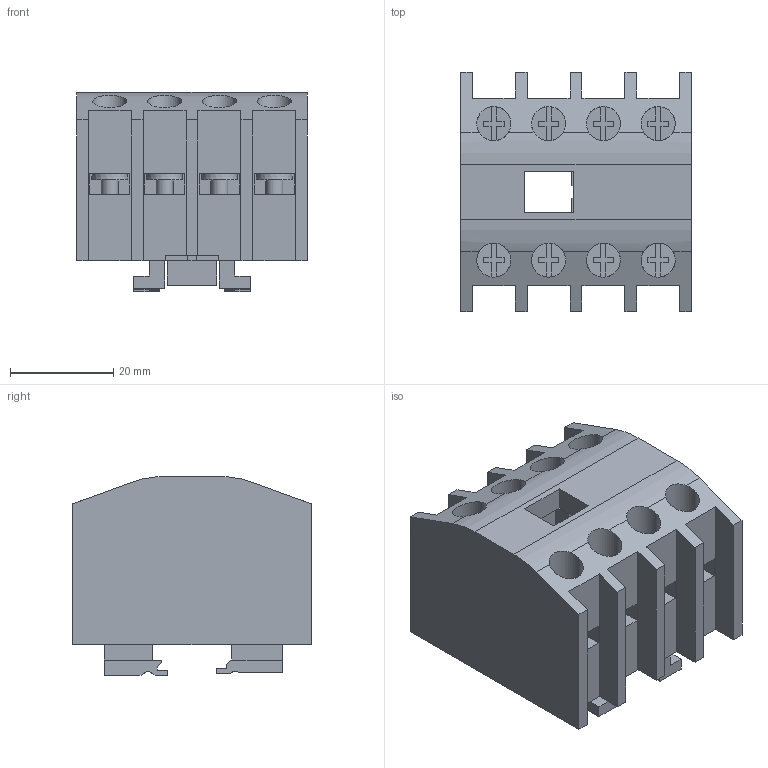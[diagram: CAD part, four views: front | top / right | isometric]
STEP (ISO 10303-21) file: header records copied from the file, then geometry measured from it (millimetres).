
FILE_DESCRIPTION( ( '' ), '1' );
FILE_NAME( 'dil_m150_xhi_4.stp', '2010-03-05T08:01:23', ( '' ), ( '' ), ' ', ' ', ' ' );
FILE_SCHEMA( ( 'CONFIG_CONTROL_DESIGN' ) );
Length unit declared in the file: millimetre
Products named in the file (1): 1
Bounding box: 44.6 x 46.2 x 38.5 mm (x, y, z)
Volume: 37588.8 mm3; surface area: 21525.3 mm2
Topology: 1 solids, 1 shells, 377 faces, 1059 edges, 702 vertices
Faces by surface type: plane 315, cylinder 46, cone 16
Entity records: 12277 total; most frequent: CARTESIAN_POINT 2307, ORIENTED_EDGE 2118, DIRECTION 1975, EDGE_CURVE 1059, LINE 883, VECTOR 883, VERTEX_POINT 702, AXIS2_PLACEMENT_3D 546
